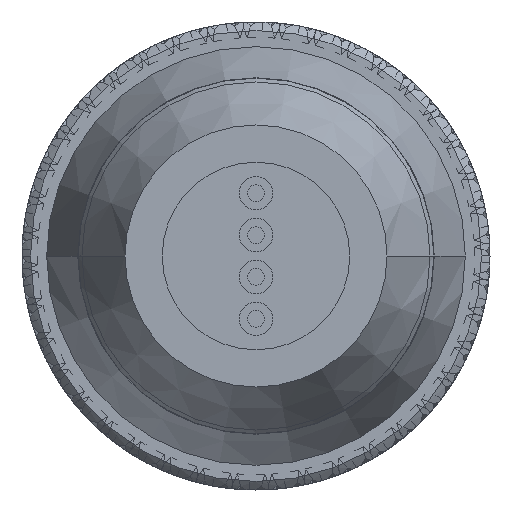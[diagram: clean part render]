
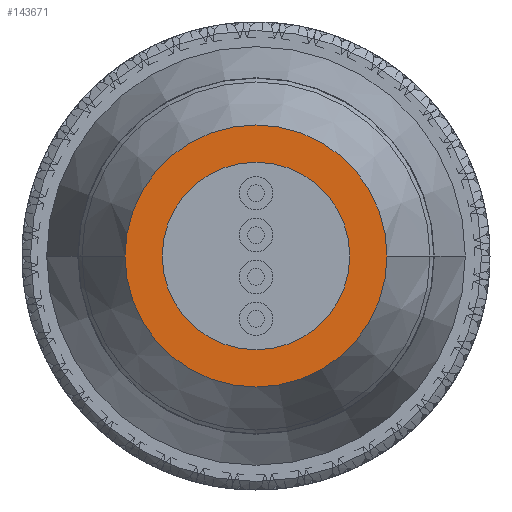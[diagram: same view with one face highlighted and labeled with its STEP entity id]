
A CAD part, left-side view. The second image highlights one B-rep face of the part: STEP entity #143671.
In plain terms, the highlighted planar face has unit normal (-1, 0, 0).
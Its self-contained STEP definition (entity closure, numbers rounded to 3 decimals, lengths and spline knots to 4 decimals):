
#46261=CARTESIAN_POINT('',(-28.6696,0.,0.));
#46262=DIRECTION('',(-1.,0.,0.));
#46263=DIRECTION('',(0.,1.,0.));
#46264=AXIS2_PLACEMENT_3D('',#46261,#46262,#46263);
#46266=CARTESIAN_POINT('',(-28.6696,0.,0.));
#46267=DIRECTION('',(1.,0.,0.));
#46268=DIRECTION('',(0.,1.,0.));
#46269=AXIS2_PLACEMENT_3D('',#46266,#46267,#46268);
#46271=CARTESIAN_POINT('',(-28.6696,0.,0.));
#46272=DIRECTION('',(1.,0.,0.));
#46273=DIRECTION('',(0.,0.,-1.));
#46274=AXIS2_PLACEMENT_3D('',#46271,#46272,#46273);
#46276=CARTESIAN_POINT('',(-28.6696,0.,0.));
#46277=DIRECTION('',(1.,0.,0.));
#46278=DIRECTION('',(0.,0.,1.));
#46279=AXIS2_PLACEMENT_3D('',#46276,#46277,#46278);
#58136=CARTESIAN_POINT('',(-28.6696,3.9116,0.));
#58137=CARTESIAN_POINT('',(-28.6696,-3.9116,0.));
#58138=VERTEX_POINT('',#58136);
#58139=VERTEX_POINT('',#58137);
#58332=CARTESIAN_POINT('',(-28.6696,0.,-2.8));
#58333=CARTESIAN_POINT('',(-28.6696,0.,2.8));
#58334=VERTEX_POINT('',#58332);
#58335=VERTEX_POINT('',#58333);
#143656=CARTESIAN_POINT('',(-28.6696,0.,0.));
#143657=DIRECTION('',(1.,0.,0.));
#143658=DIRECTION('',(0.,-1.,0.));
#143659=AXIS2_PLACEMENT_3D('',#143656,#143657,#143658);
#143660=PLANE('',#143659);
#143661=ORIENTED_EDGE('',*,*,#143623,.F.);
#143662=ORIENTED_EDGE('',*,*,#143638,.T.);
#143663=EDGE_LOOP('',(#143661,#143662));
#143664=FACE_OUTER_BOUND('',#143663,.F.);
#143666=ORIENTED_EDGE('',*,*,#143665,.F.);
#143668=ORIENTED_EDGE('',*,*,#143667,.F.);
#143669=EDGE_LOOP('',(#143666,#143668));
#143670=FACE_BOUND('',#143669,.F.);
#143671=ADVANCED_FACE('',(#143664,#143670),#143660,.F.);
#46265=CIRCLE('',#46264,3.9116);
#46270=CIRCLE('',#46269,3.9116);
#46275=CIRCLE('',#46274,2.8);
#46280=CIRCLE('',#46279,2.8);
#143623=EDGE_CURVE('',#58138,#58139,#46265,.T.);
#143638=EDGE_CURVE('',#58138,#58139,#46270,.T.);
#143665=EDGE_CURVE('',#58334,#58335,#46275,.T.);
#143667=EDGE_CURVE('',#58335,#58334,#46280,.T.);
